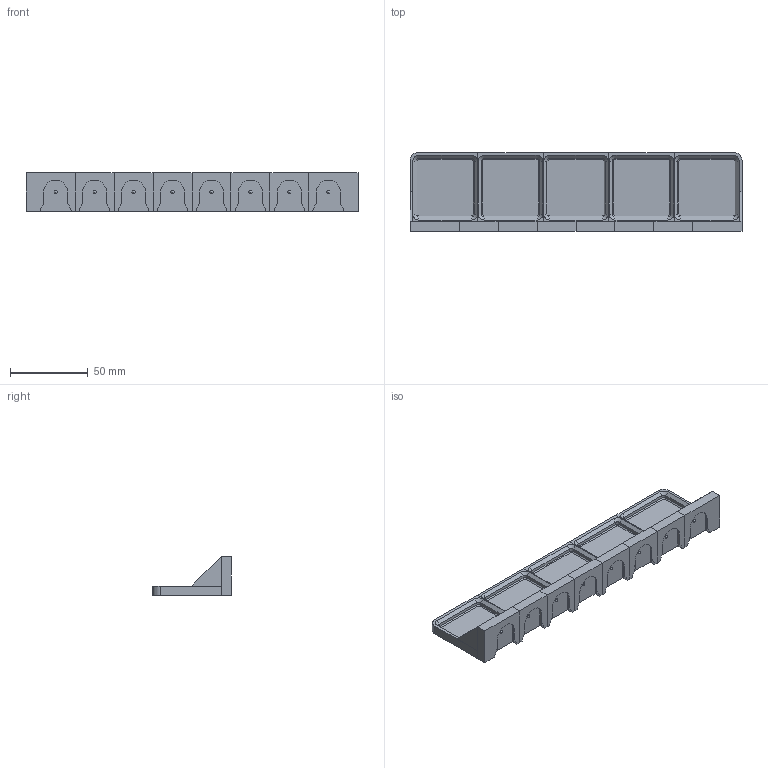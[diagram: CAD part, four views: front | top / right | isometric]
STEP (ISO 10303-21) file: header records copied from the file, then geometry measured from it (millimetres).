
FILE_DESCRIPTION(('HOOPS Exchange Step'),'2;1');
FILE_NAME('temp_export','2024-07-24T20:21:13+02:00',('ddanier'),('Shapr3D Limited'),'HOOPS Exchange 2024.2','Shapr3D','Authorized');
FILE_SCHEMA( ('AUTOMOTIVE_DESIGN { 1 0 10303 214 1 1 1 1 }') );
Length unit declared in the file: millimetre
Products named in the file (1): Gridfinity 5x1 shelve
Bounding box: 213 x 50.5 x 25 mm (x, y, z)
Volume: 46218.6 mm3; surface area: 45592.8 mm2
Topology: 15 solids, 15 shells, 319 faces, 732 edges, 448 vertices
Faces by surface type: plane 209, cone 56, cylinder 38, bspline 16
Entity records: 9284 total; most frequent: CARTESIAN_POINT 2156, ORIENTED_EDGE 1448, DIRECTION 1424, EDGE_CURVE 724, VECTOR 552, LINE 552, VERTEX_POINT 448, AXIS2_PLACEMENT_3D 436
